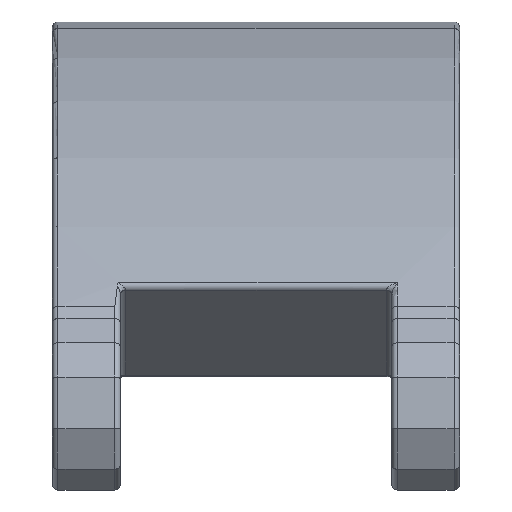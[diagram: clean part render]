
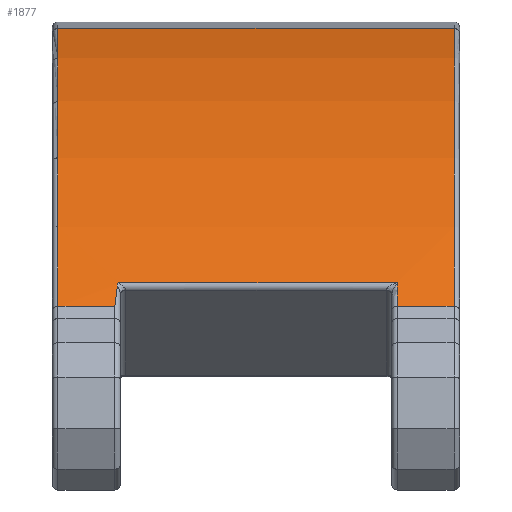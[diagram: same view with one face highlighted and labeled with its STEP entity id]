
A CAD part, front view. The second image highlights one B-rep face of the part: STEP entity #1877.
In plain terms, the highlighted cylindrical face has radius 330.937 mm (diameter 661.874 mm), a partial arc.
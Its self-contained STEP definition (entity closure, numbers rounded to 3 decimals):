
#176=LINE('',#3766,#338);
#178=LINE('',#3769,#340);
#179=LINE('',#3773,#341);
#180=LINE('',#3777,#342);
#338=VECTOR('',#2399,10.);
#340=VECTOR('',#2403,10.);
#341=VECTOR('',#2406,10.);
#342=VECTOR('',#2409,10.);
#455=CYLINDRICAL_SURFACE('',#2051,330.937);
#545=FACE_OUTER_BOUND('',#669,.T.);
#669=EDGE_LOOP('',(#1433,#1434,#1435,#1436,#1437,#1438,#1439,#1440,#1441));
#784=CIRCLE('',#2052,330.937);
#785=CIRCLE('',#2053,330.937);
#786=CIRCLE('',#2054,330.937);
#826=B_SPLINE_CURVE_WITH_KNOTS('',3,(#3540,#3541,#3542,#3543,#3544,#3545,
#3546,#3547,#3548,#3549),.UNSPECIFIED.,.F.,.F.,(4,2,2,2,4),(-0.001,
0.,0.029,0.058,0.142),
 .UNSPECIFIED.);
#829=B_SPLINE_CURVE_WITH_KNOTS('',3,(#3681,#3682,#3683,#3684,#3685,#3686,
#3687,#3688,#3689,#3690,#3691,#3692,#3693,#3694,#3695,#3696,#3697,#3698,
#3699,#3700,#3701,#3702,#3703,#3704,#3705,#3706,#3707,#3708,#3709,#3710,
#3711,#3712,#3713,#3714,#3715,#3716,#3717,#3718,#3719,#3720,#3721,#3722,
#3723,#3724,#3725,#3726,#3727,#3728,#3729),.UNSPECIFIED.,.F.,.F.,(4,3,3,
3,3,3,3,3,3,3,3,3,3,3,3,3,4),(8.444,8.962,9.027,
9.085,9.109,9.295,9.388,9.411,
9.426,9.435,9.458,9.47,9.474,
9.476,9.479,9.48,9.481),
 .UNSPECIFIED.);
#849=VERTEX_POINT('',#3309);
#856=VERTEX_POINT('',#3538);
#857=VERTEX_POINT('',#3539);
#894=VERTEX_POINT('',#3680);
#903=VERTEX_POINT('',#3765);
#904=VERTEX_POINT('',#3770);
#905=VERTEX_POINT('',#3772);
#906=VERTEX_POINT('',#3774);
#907=VERTEX_POINT('',#3776);
#1025=EDGE_CURVE('',#856,#857,#826,.T.);
#1078=EDGE_CURVE('',#857,#894,#829,.T.);
#1097=EDGE_CURVE('',#903,#894,#176,.T.);
#1099=EDGE_CURVE('',#856,#849,#178,.T.);
#1100=EDGE_CURVE('',#904,#849,#784,.T.);
#1101=EDGE_CURVE('',#904,#905,#179,.T.);
#1102=EDGE_CURVE('',#906,#905,#785,.T.);
#1103=EDGE_CURVE('',#906,#907,#180,.T.);
#1104=EDGE_CURVE('',#903,#907,#786,.T.);
#1433=ORIENTED_EDGE('',*,*,#1099,.T.);
#1434=ORIENTED_EDGE('',*,*,#1100,.F.);
#1435=ORIENTED_EDGE('',*,*,#1101,.T.);
#1436=ORIENTED_EDGE('',*,*,#1102,.F.);
#1437=ORIENTED_EDGE('',*,*,#1103,.T.);
#1438=ORIENTED_EDGE('',*,*,#1104,.F.);
#1439=ORIENTED_EDGE('',*,*,#1097,.T.);
#1440=ORIENTED_EDGE('',*,*,#1078,.F.);
#1441=ORIENTED_EDGE('',*,*,#1025,.F.);
#1877=ADVANCED_FACE('',(#545),#455,.T.);
#2051=AXIS2_PLACEMENT_3D('',#3768,#2401,#2402);
#2052=AXIS2_PLACEMENT_3D('',#3771,#2404,#2405);
#2053=AXIS2_PLACEMENT_3D('',#3775,#2407,#2408);
#2054=AXIS2_PLACEMENT_3D('',#3778,#2410,#2411);
#2399=DIRECTION('',(1.,0.,0.));
#2401=DIRECTION('center_axis',(1.,0.,0.));
#2402=DIRECTION('ref_axis',(0.,-0.196,0.981));
#2403=DIRECTION('',(1.,0.,0.));
#2404=DIRECTION('center_axis',(-1.,0.,0.));
#2405=DIRECTION('ref_axis',(0.,-0.731,0.682));
#2406=DIRECTION('',(1.,0.,0.));
#2407=DIRECTION('center_axis',(1.,0.,0.));
#2408=DIRECTION('ref_axis',(0.,-0.493,0.87));
#2409=DIRECTION('',(-1.,0.,0.));
#2410=DIRECTION('center_axis',(-1.,0.,0.));
#2411=DIRECTION('ref_axis',(0.,-0.493,0.87));
#3309=CARTESIAN_POINT('',(52.,498.592,-1285.624));
#3538=CARTESIAN_POINT('',(-50.526,498.592,-1285.624));
#3539=CARTESIAN_POINT('',(-51.07,497.706,-1286.537));
#3540=CARTESIAN_POINT('Ctrl Pts',(-50.526,498.592,-1285.624));
#3541=CARTESIAN_POINT('Ctrl Pts',(-50.528,498.591,-1285.624));
#3542=CARTESIAN_POINT('Ctrl Pts',(-50.529,498.591,-1285.625));
#3543=CARTESIAN_POINT('Ctrl Pts',(-50.604,498.547,-1285.67));
#3544=CARTESIAN_POINT('Ctrl Pts',(-50.667,498.501,-1285.717));
#3545=CARTESIAN_POINT('Ctrl Pts',(-50.784,498.394,-1285.827));
#3546=CARTESIAN_POINT('Ctrl Pts',(-50.834,498.335,-1285.888));
#3547=CARTESIAN_POINT('Ctrl Pts',(-50.995,498.098,-1286.132));
#3548=CARTESIAN_POINT('Ctrl Pts',(-51.05,497.899,-1286.337));
#3549=CARTESIAN_POINT('Ctrl Pts',(-51.07,497.706,-1286.537));
#3680=CARTESIAN_POINT('',(-52.,490.318,-1294.433));
#3681=CARTESIAN_POINT('Ctrl Pts',(-51.07,497.706,-1286.537));
#3682=CARTESIAN_POINT('Ctrl Pts',(-51.201,496.428,-1287.859));
#3683=CARTESIAN_POINT('Ctrl Pts',(-51.336,495.185,-1289.167));
#3684=CARTESIAN_POINT('Ctrl Pts',(-51.472,493.989,-1290.446));
#3685=CARTESIAN_POINT('Ctrl Pts',(-51.489,493.839,-1290.605));
#3686=CARTESIAN_POINT('Ctrl Pts',(-51.506,493.69,-1290.765));
#3687=CARTESIAN_POINT('Ctrl Pts',(-51.524,493.542,-1290.924));
#3688=CARTESIAN_POINT('Ctrl Pts',(-51.539,493.41,-1291.065));
#3689=CARTESIAN_POINT('Ctrl Pts',(-51.554,493.279,-1291.206));
#3690=CARTESIAN_POINT('Ctrl Pts',(-51.569,493.148,-1291.347));
#3691=CARTESIAN_POINT('Ctrl Pts',(-51.576,493.094,-1291.406));
#3692=CARTESIAN_POINT('Ctrl Pts',(-51.582,493.039,-1291.465));
#3693=CARTESIAN_POINT('Ctrl Pts',(-51.589,492.983,-1291.525));
#3694=CARTESIAN_POINT('Ctrl Pts',(-51.639,492.553,-1291.989));
#3695=CARTESIAN_POINT('Ctrl Pts',(-51.695,492.084,-1292.498));
#3696=CARTESIAN_POINT('Ctrl Pts',(-51.754,491.627,-1292.996));
#3697=CARTESIAN_POINT('Ctrl Pts',(-51.783,491.399,-1293.246));
#3698=CARTESIAN_POINT('Ctrl Pts',(-51.813,491.173,-1293.492));
#3699=CARTESIAN_POINT('Ctrl Pts',(-51.845,490.957,-1293.73));
#3700=CARTESIAN_POINT('Ctrl Pts',(-51.853,490.903,-1293.789));
#3701=CARTESIAN_POINT('Ctrl Pts',(-51.861,490.85,-1293.848));
#3702=CARTESIAN_POINT('Ctrl Pts',(-51.87,490.797,-1293.906));
#3703=CARTESIAN_POINT('Ctrl Pts',(-51.875,490.763,-1293.943));
#3704=CARTESIAN_POINT('Ctrl Pts',(-51.881,490.729,-1293.98));
#3705=CARTESIAN_POINT('Ctrl Pts',(-51.887,490.696,-1294.017));
#3706=CARTESIAN_POINT('Ctrl Pts',(-51.89,490.677,-1294.037));
#3707=CARTESIAN_POINT('Ctrl Pts',(-51.893,490.658,-1294.059));
#3708=CARTESIAN_POINT('Ctrl Pts',(-51.897,490.638,-1294.08));
#3709=CARTESIAN_POINT('Ctrl Pts',(-51.907,490.584,-1294.14));
#3710=CARTESIAN_POINT('Ctrl Pts',(-51.918,490.527,-1294.203));
#3711=CARTESIAN_POINT('Ctrl Pts',(-51.931,490.471,-1294.265));
#3712=CARTESIAN_POINT('Ctrl Pts',(-51.938,490.443,-1294.295));
#3713=CARTESIAN_POINT('Ctrl Pts',(-51.945,490.416,-1294.326));
#3714=CARTESIAN_POINT('Ctrl Pts',(-51.954,490.39,-1294.355));
#3715=CARTESIAN_POINT('Ctrl Pts',(-51.957,490.38,-1294.365));
#3716=CARTESIAN_POINT('Ctrl Pts',(-51.96,490.371,-1294.375));
#3717=CARTESIAN_POINT('Ctrl Pts',(-51.964,490.362,-1294.385));
#3718=CARTESIAN_POINT('Ctrl Pts',(-51.967,490.356,-1294.392));
#3719=CARTESIAN_POINT('Ctrl Pts',(-51.969,490.35,-1294.398));
#3720=CARTESIAN_POINT('Ctrl Pts',(-51.972,490.344,-1294.405));
#3721=CARTESIAN_POINT('Ctrl Pts',(-51.975,490.339,-1294.411));
#3722=CARTESIAN_POINT('Ctrl Pts',(-51.979,490.333,-1294.417));
#3723=CARTESIAN_POINT('Ctrl Pts',(-51.983,490.328,-1294.422));
#3724=CARTESIAN_POINT('Ctrl Pts',(-51.985,490.325,-1294.425));
#3725=CARTESIAN_POINT('Ctrl Pts',(-51.988,490.323,-1294.428));
#3726=CARTESIAN_POINT('Ctrl Pts',(-51.992,490.32,-1294.431));
#3727=CARTESIAN_POINT('Ctrl Pts',(-51.994,490.319,-1294.432));
#3728=CARTESIAN_POINT('Ctrl Pts',(-51.997,490.318,-1294.433));
#3729=CARTESIAN_POINT('Ctrl Pts',(-52.,490.318,-1294.433));
#3765=CARTESIAN_POINT('',(-73.,490.318,-1294.433));
#3766=CARTESIAN_POINT('',(0.,490.318,-1294.433));
#3768=CARTESIAN_POINT('Origin',(0.,735.643,-1516.549));
#3769=CARTESIAN_POINT('',(0.,498.592,-1285.624));
#3770=CARTESIAN_POINT('',(52.,490.318,-1294.433));
#3771=CARTESIAN_POINT('Origin',(52.,735.643,-1516.549));
#3772=CARTESIAN_POINT('',(73.,490.318,-1294.433));
#3773=CARTESIAN_POINT('',(0.,490.318,-1294.433));
#3774=CARTESIAN_POINT('',(73.,670.922,-1192.002));
#3775=CARTESIAN_POINT('Origin',(73.,735.643,-1516.549));
#3776=CARTESIAN_POINT('',(-73.,670.922,-1192.002));
#3777=CARTESIAN_POINT('',(0.,670.922,-1192.002));
#3778=CARTESIAN_POINT('Origin',(-73.,735.643,-1516.549));
